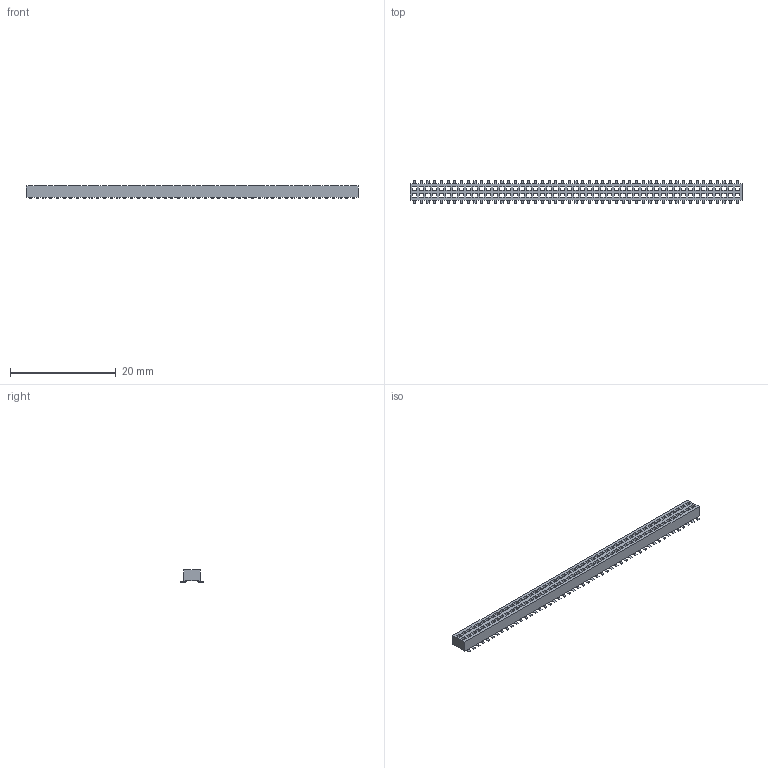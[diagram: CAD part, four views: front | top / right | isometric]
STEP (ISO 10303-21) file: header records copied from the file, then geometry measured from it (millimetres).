
FILE_DESCRIPTION(('FreeCAD Model'),'2;1');
FILE_NAME('Open CASCADE Shape Model','2025-01-12T20:13:58',(''),(''), 'Open CASCADE STEP processor 7.8','FreeCAD','Unknown');
FILE_SCHEMA(('AUTOMOTIVE_DESIGN { 1 0 10303 214 1 1 1 1 }'));
Length unit declared in the file: millimetre
Products named in the file (3): CLP-149-2-G-D-BETRM; C-106-22-1-G-49-BE_Pin; C-106-22-1-G-49-BE_Pin001
Bounding box: 62.66 x 4.32 x 2.29 mm (x, y, z)
Volume: 297 mm3; surface area: 1384.4 mm2
Topology: 3 solids, 3 shells, 1190 faces, 3552 edges, 2368 vertices
Faces by surface type: plane 994, cylinder 196
Entity records: 39978 total; most frequent: CARTESIAN_POINT 7111, ORIENTED_EDGE 7104, DIRECTION 6326, EDGE_CURVE 3552, LINE 3160, VECTOR 3160, VERTEX_POINT 2368, AXIS2_PLACEMENT_3D 1583
